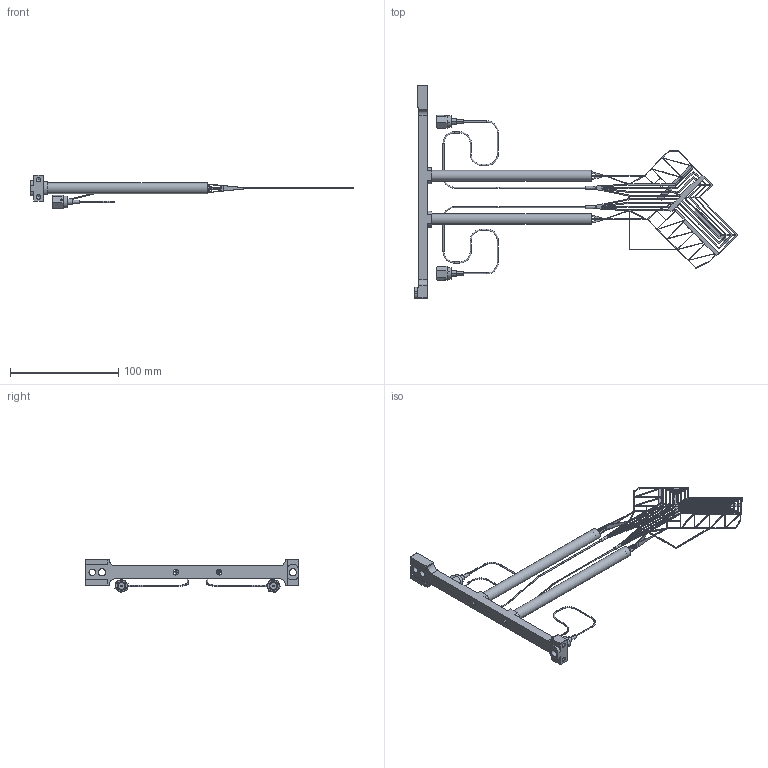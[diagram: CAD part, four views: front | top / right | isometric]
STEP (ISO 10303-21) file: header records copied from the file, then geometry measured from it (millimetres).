
FILE_DESCRIPTION(/* description */ (''),/* implementation_level */ '2;1');
FILE_NAME(/* name */ '013765_A.stp',/* time_stamp */ '2017-07-12T10:45:00+02:00',/* author */ (''),/* organization */ (''),/* preprocessor_version */ 'ST-DEVELOPER v16',/* originating_system */ 'SIEMENS PLM Software NX 10.0',/* authorisation */ '');
FILE_SCHEMA (('AUTOMOTIVE_DESIGN { 1 0 10303 214 3 1 1 1 }'));
Length unit declared in the file: millimetre
Products named in the file (9): 003590_A; 003566_E; 003306_A; 003277_A; 013938_A; 013905_A; 008159_D; 004617_A_MODEL; 013765_A
Assembly tree (11 placements, depth 3):
  013765_A
    004617_A_MODEL
      003566_E
      003590_A  x2
    008159_D
    013905_A
    013938_A
    003277_A  x2
    003306_A  x2
Bounding box: 298.17 x 196 x 30.82 mm (x, y, z)
Volume: 34982.1 mm3; surface area: 49034.9 mm2
Topology: 14 solids, 14 shells, 1372 faces, 3885 edges, 2515 vertices
Faces by surface type: cylinder 668, plane 552, torus 54, cone 46, bspline 45, sphere 7
Full cylindrical faces by diameter (mm): 0.7 x16, 1.2 x18, 1.4 x2, 2.5 x2, 4 x4, 5 x2, 6 x1, 6.5 x2, 7.5 x2, 7.8 x2, 8 x4, 9.8 x4, 10 x4
Entity records: 47375 total; most frequent: CARTESIAN_POINT 12217, ORIENTED_EDGE 7258, DIRECTION 7163, EDGE_CURVE 3629, AXIS2_PLACEMENT_3D 2525, VERTEX_POINT 2415, LINE 2113, VECTOR 2113
